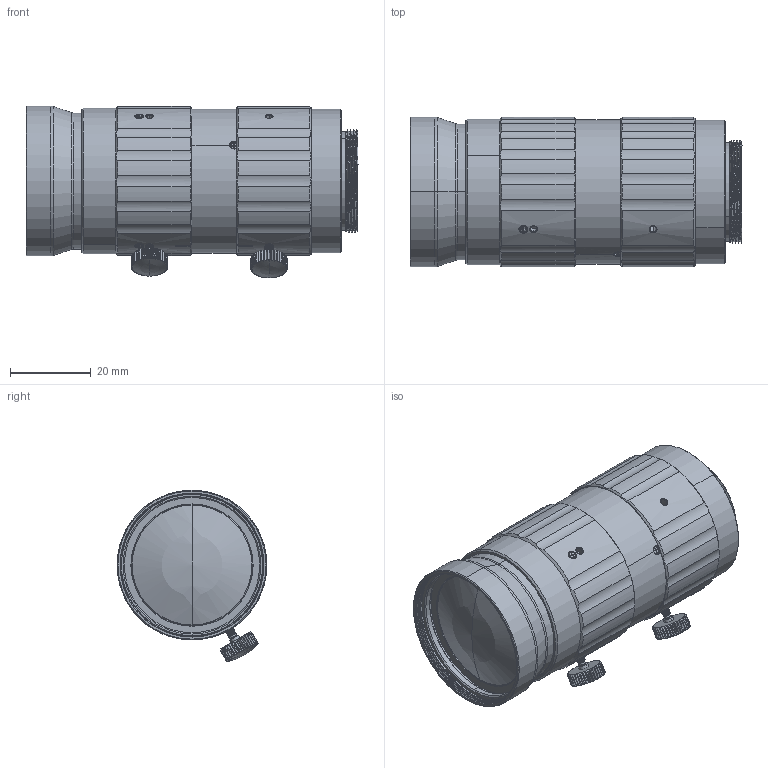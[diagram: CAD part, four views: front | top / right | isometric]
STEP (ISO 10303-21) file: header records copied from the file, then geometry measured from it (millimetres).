
FILE_DESCRIPTION(('FreeCAD Model'),'2;1');
FILE_NAME('Open CASCADE Shape Model','2025-01-22T14:50:06',('Author'),( ''),'Open CASCADE STEP processor 7.8','FreeCAD','Unknown');
FILE_SCHEMA(('AUTOMOTIVE_DESIGN { 1 0 10303 214 1 1 1 1 }'));
Length unit declared in the file: millimetre
Products named in the file (18): VA-LCM-20MP-25MM-F2.8-110; MSBR-82; MSBR-81; MSBR-80; MSBR-79; MSBR-78; MSBR-77; MSBR-70; MSBR-69; MSBR-19; MSBR-18; MSBR-17; MSBR-15; MSBR-7; MSBR-6; MSBR-5; MSBR-4; MSBR-2
Assembly tree (17 placements, depth 2):
  VA-LCM-20MP-25MM-F2.8-110
    MSBR-82
    MSBR-81
    MSBR-80
    MSBR-79
    MSBR-78
    MSBR-77
    MSBR-70
    MSBR-69
    MSBR-19
    MSBR-18
    MSBR-17
    MSBR-15
    MSBR-7
    MSBR-6
    MSBR-5
    MSBR-4
    MSBR-2
Bounding box: 82.03 x 37 x 42.4 mm (x, y, z)
Volume: 29355 mm3; surface area: 28586.7 mm2
Topology: 17 solids, 17 shells, 1001 faces, 2471 edges, 1536 vertices
Faces by surface type: cylinder 372, plane 290, cone 222, bspline 73, torus 36, sphere 8
Entity records: 44082 total; most frequent: CARTESIAN_POINT 20445, ORIENTED_EDGE 4926, DIRECTION 4795, EDGE_CURVE 2463, AXIS2_PLACEMENT_3D 1973, VERTEX_POINT 1536, FACE_BOUND 1087, EDGE_LOOP 1087
